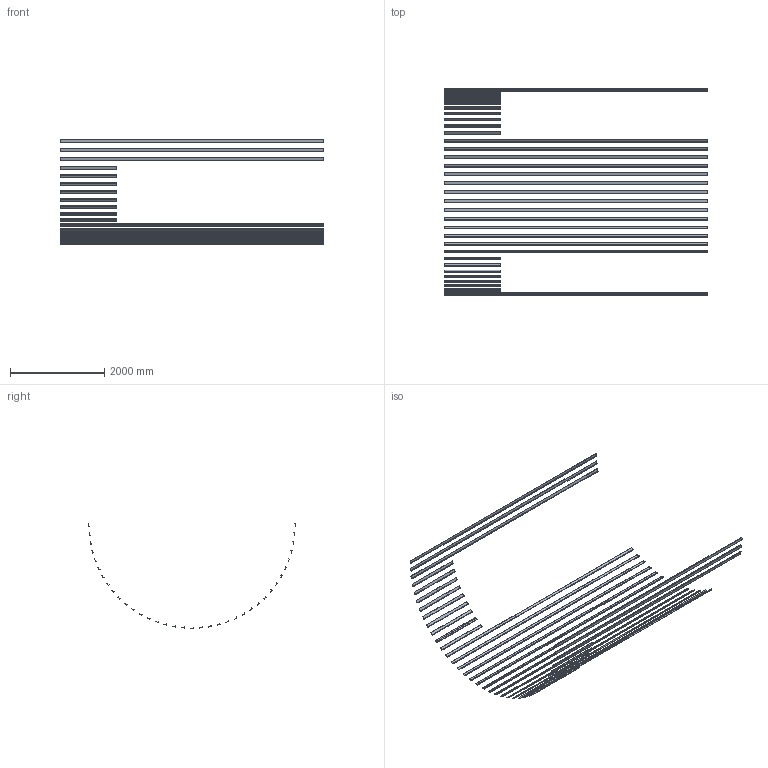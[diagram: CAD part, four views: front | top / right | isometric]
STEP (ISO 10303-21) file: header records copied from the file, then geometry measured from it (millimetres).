
FILE_DESCRIPTION(('CATIA V5 STEP Exchange'),'2;1');
FILE_NAME('Lower Right Stringer _ EADS_STEP__de6156f0c8d611dcb983001422f3600c.step','2008-01-22T10:43:31+00:00',('none'),('none'),'CATIA Version 5 Release 17 (IN-10)','CATIA V5 STEP AP203','none');
FILE_SCHEMA(('CONFIG_CONTROL_DESIGN'));
Length unit declared in the file: millimetre
Products named in the file (1): Lower Stringer
Assembly tree (4 placements, depth 2):
  Lower Stringer
    #56
    #1950
    #4050
    #5738
Bounding box: 5590 x 4389.95 x 2224.98 mm (x, y, z)
Volume: 54450745.8 mm3; surface area: 22529980.2 mm2
Topology: 38 solids, 38 shells, 302 faces, 678 edges, 452 vertices
Faces by surface type: plane 264, cylinder 38
Entity records: 7961 total; most frequent: CARTESIAN_POINT 1376, ORIENTED_EDGE 1356, DIRECTION 1170, EDGE_CURVE 678, VECTOR 602, LINE 602, VERTEX_POINT 452, AXIS2_PLACEMENT_3D 322
